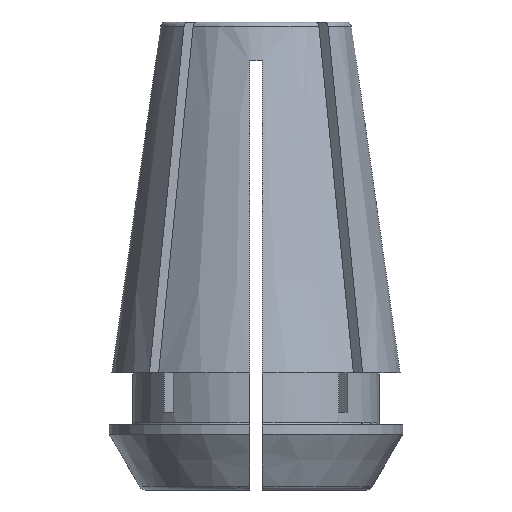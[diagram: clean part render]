
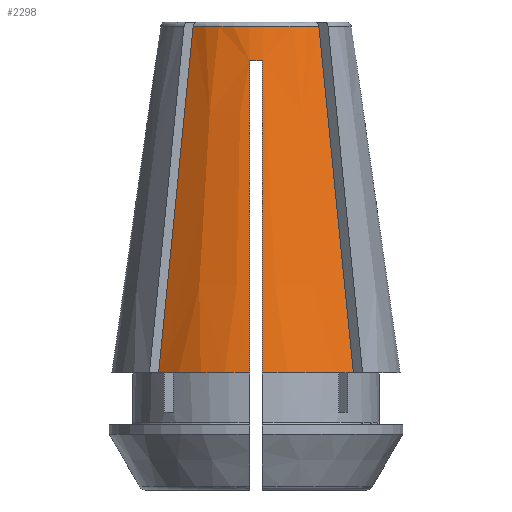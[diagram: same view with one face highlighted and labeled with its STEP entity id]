
A CAD part, front view. The second image highlights one B-rep face of the part: STEP entity #2298.
In plain terms, the highlighted conical face has half-angle 8 degrees and reference radius 5.502 mm.
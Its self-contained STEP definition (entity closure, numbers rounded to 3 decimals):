
#32=B_SPLINE_CURVE_WITH_KNOTS('',3,(#3447,#3448,#3449,#3450,#3451,#3452,
#3453),.UNSPECIFIED.,.F.,.F.,(4,3,4),(0.,0.006,
0.013),.UNSPECIFIED.);
#33=B_SPLINE_CURVE_WITH_KNOTS('',3,(#3458,#3459,#3460,#3461,#3462,#3463,
#3464),.UNSPECIFIED.,.F.,.F.,(4,3,4),(0.,0.01,
0.013),.UNSPECIFIED.);
#34=B_SPLINE_CURVE_WITH_KNOTS('',3,(#3468,#3469,#3470,#3471,#3472,#3473,
#3474,#3475,#3476,#3477),.UNSPECIFIED.,.F.,.F.,(4,3,3,4),(0.006,
0.007,0.014,0.018),
 .UNSPECIFIED.);
#35=B_SPLINE_CURVE_WITH_KNOTS('',3,(#3481,#3482,#3483,#3484,#3485,#3486,
#3487,#3488,#3489,#3490),.UNSPECIFIED.,.F.,.F.,(4,3,3,4),(0.006,
0.007,0.014,0.018),
 .UNSPECIFIED.);
#88=CONICAL_SURFACE('',#2441,5.502,0.14);
#516=ORIENTED_EDGE('',*,*,#1260,.F.);
#517=ORIENTED_EDGE('',*,*,#1261,.F.);
#518=ORIENTED_EDGE('',*,*,#1262,.F.);
#519=ORIENTED_EDGE('',*,*,#1263,.T.);
#520=ORIENTED_EDGE('',*,*,#1264,.F.);
#521=ORIENTED_EDGE('',*,*,#1265,.F.);
#522=ORIENTED_EDGE('',*,*,#1266,.T.);
#523=ORIENTED_EDGE('',*,*,#1267,.T.);
#1260=EDGE_CURVE('',#1632,#1633,#32,.T.);
#1261=EDGE_CURVE('',#1634,#1632,#1874,.T.);
#1262=EDGE_CURVE('',#1635,#1634,#33,.T.);
#1263=EDGE_CURVE('',#1635,#1636,#1875,.T.);
#1264=EDGE_CURVE('',#1637,#1636,#34,.T.);
#1265=EDGE_CURVE('',#1638,#1637,#1876,.T.);
#1266=EDGE_CURVE('',#1638,#1639,#35,.T.);
#1267=EDGE_CURVE('',#1639,#1633,#1877,.T.);
#1632=VERTEX_POINT('',#3454);
#1633=VERTEX_POINT('',#3455);
#1634=VERTEX_POINT('',#3457);
#1635=VERTEX_POINT('',#3465);
#1636=VERTEX_POINT('',#3467);
#1637=VERTEX_POINT('',#3478);
#1638=VERTEX_POINT('',#3480);
#1639=VERTEX_POINT('',#3491);
#1874=CIRCLE('',#2442,3.677);
#1875=CIRCLE('',#2443,5.55);
#1876=CIRCLE('',#2444,3.864);
#1877=CIRCLE('',#2445,5.55);
#2018=EDGE_LOOP('',(#516,#517,#518,#519,#520,#521,#522,#523));
#2142=FACE_BOUND('',#2018,.T.);
#2298=ADVANCED_FACE('',(#2142),#88,.T.);
#2441=AXIS2_PLACEMENT_3D('',#3446,#2729,#2730);
#2442=AXIS2_PLACEMENT_3D('',#3456,#2731,#2732);
#2443=AXIS2_PLACEMENT_3D('',#3466,#2733,#2734);
#2444=AXIS2_PLACEMENT_3D('',#3479,#2735,#2736);
#2445=AXIS2_PLACEMENT_3D('',#3492,#2737,#2738);
#2729=DIRECTION('',(0.,0.,-1.));
#2730=DIRECTION('',(-1.,0.,0.));
#2731=DIRECTION('',(0.,0.,1.));
#2732=DIRECTION('',(1.,0.,0.));
#2733=DIRECTION('',(0.,0.,1.));
#2734=DIRECTION('',(1.,0.,0.));
#2735=DIRECTION('',(0.,0.,-1.));
#2736=DIRECTION('',(-1.,0.,0.));
#2737=DIRECTION('',(0.,0.,1.));
#2738=DIRECTION('',(1.,0.,0.));
#3446=CARTESIAN_POINT('',(0.,0.,4.842));
#3447=CARTESIAN_POINT('',(2.417,-2.771,17.828));
#3448=CARTESIAN_POINT('',(2.629,-2.983,15.697));
#3449=CARTESIAN_POINT('',(2.842,-3.195,13.566));
#3450=CARTESIAN_POINT('',(3.054,-3.407,11.436));
#3451=CARTESIAN_POINT('',(3.284,-3.637,9.124));
#3452=CARTESIAN_POINT('',(3.514,-3.867,6.812));
#3453=CARTESIAN_POINT('',(3.744,-4.097,4.5));
#3454=CARTESIAN_POINT('',(2.417,-2.771,17.828));
#3455=CARTESIAN_POINT('',(3.744,-4.097,4.5));
#3456=CARTESIAN_POINT('',(0.,0.,17.828));
#3457=CARTESIAN_POINT('',(-2.417,-2.771,17.828));
#3458=CARTESIAN_POINT('',(-3.744,-4.097,4.5));
#3459=CARTESIAN_POINT('',(-3.424,-3.777,7.716));
#3460=CARTESIAN_POINT('',(-3.104,-3.457,10.932));
#3461=CARTESIAN_POINT('',(-2.784,-3.137,14.149));
#3462=CARTESIAN_POINT('',(-2.661,-3.015,15.375));
#3463=CARTESIAN_POINT('',(-2.539,-2.893,16.601));
#3464=CARTESIAN_POINT('',(-2.417,-2.771,17.828));
#3465=CARTESIAN_POINT('',(-3.744,-4.097,4.5));
#3466=CARTESIAN_POINT('',(0.,0.,4.5));
#3467=CARTESIAN_POINT('',(-0.25,-5.544,4.5));
#3468=CARTESIAN_POINT('',(-0.25,-3.855,16.5));
#3469=CARTESIAN_POINT('',(-0.25,-3.928,15.985));
#3470=CARTESIAN_POINT('',(-0.25,-4.,15.47));
#3471=CARTESIAN_POINT('',(-0.25,-4.073,14.956));
#3472=CARTESIAN_POINT('',(-0.25,-4.406,12.591));
#3473=CARTESIAN_POINT('',(-0.25,-4.739,10.226));
#3474=CARTESIAN_POINT('',(-0.25,-5.071,7.861));
#3475=CARTESIAN_POINT('',(-0.25,-5.229,6.741));
#3476=CARTESIAN_POINT('',(-0.25,-5.387,5.62));
#3477=CARTESIAN_POINT('',(-0.25,-5.544,4.5));
#3478=CARTESIAN_POINT('',(-0.25,-3.855,16.5));
#3479=CARTESIAN_POINT('',(0.,0.,16.5));
#3480=CARTESIAN_POINT('',(0.25,-3.855,16.5));
#3481=CARTESIAN_POINT('',(0.25,-3.855,16.5));
#3482=CARTESIAN_POINT('',(0.25,-3.928,15.985));
#3483=CARTESIAN_POINT('',(0.25,-4.,15.47));
#3484=CARTESIAN_POINT('',(0.25,-4.073,14.956));
#3485=CARTESIAN_POINT('',(0.25,-4.406,12.591));
#3486=CARTESIAN_POINT('',(0.25,-4.739,10.226));
#3487=CARTESIAN_POINT('',(0.25,-5.071,7.861));
#3488=CARTESIAN_POINT('',(0.25,-5.229,6.741));
#3489=CARTESIAN_POINT('',(0.25,-5.387,5.62));
#3490=CARTESIAN_POINT('',(0.25,-5.544,4.5));
#3491=CARTESIAN_POINT('',(0.25,-5.544,4.5));
#3492=CARTESIAN_POINT('',(0.,0.,4.5));
